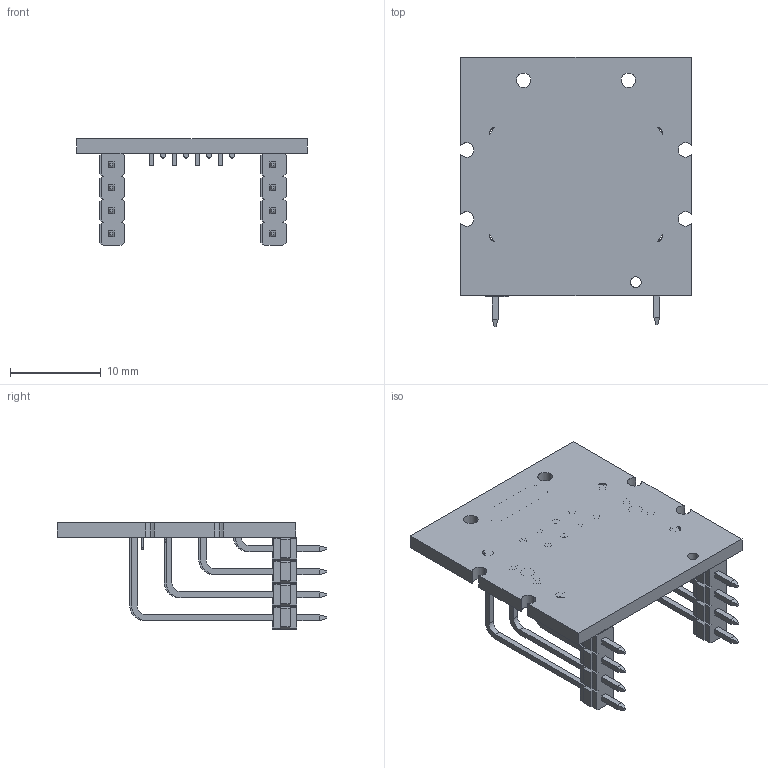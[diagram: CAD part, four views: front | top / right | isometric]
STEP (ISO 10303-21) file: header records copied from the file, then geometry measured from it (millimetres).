
FILE_DESCRIPTION (( 'STEP AP214' ), '1' );
FILE_NAME ('backside.STEP', '2021-10-19T09:25:22', ( '' ), ( '' ), 'SwSTEP 2.0', 'SolidWorks 2020', '' );
FILE_SCHEMA (( 'AUTOMOTIVE_DESIGN' ));
Length unit declared in the file: millimetre
Products named in the file (1): backside
Bounding box: 25.5 x 29.75 x 11.76 mm (x, y, z)
Volume: 1197.2 mm3; surface area: 2301.6 mm2
Topology: 1 solids, 1 shells, 398 faces, 1056 edges, 686 vertices
Faces by surface type: plane 308, cylinder 86, cone 4
Entity records: 12391 total; most frequent: CARTESIAN_POINT 2510, ORIENTED_EDGE 2104, DIRECTION 1913, EDGE_CURVE 1052, VECTOR 747, LINE 747, VERTEX_POINT 684, AXIS2_PLACEMENT_3D 583
